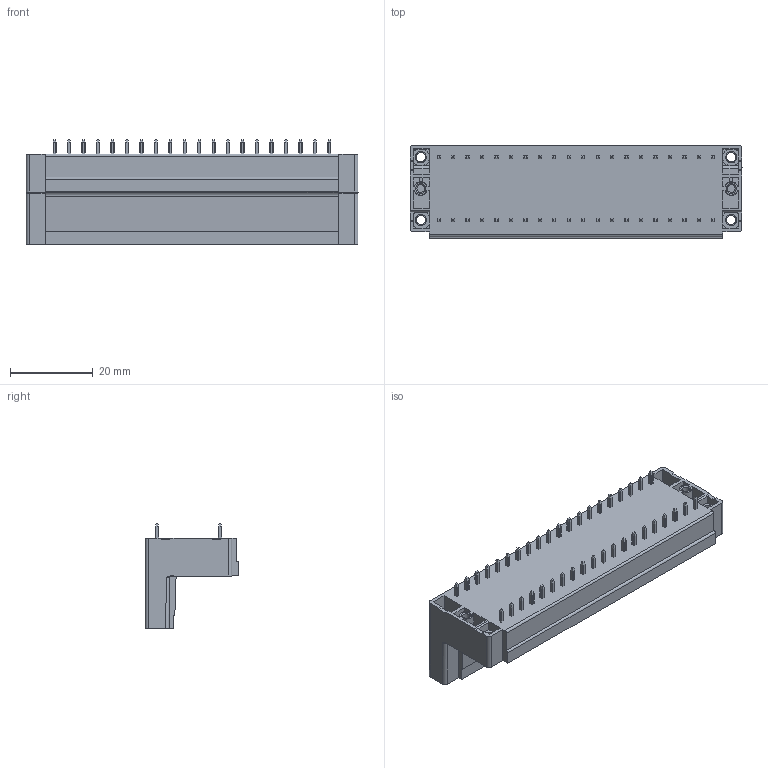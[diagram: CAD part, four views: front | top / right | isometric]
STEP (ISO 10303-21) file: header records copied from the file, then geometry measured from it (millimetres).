
FILE_DESCRIPTION((''),'2;1');
FILE_NAME('TLPHDW-005-1','2024-09-23T09:45:26',('sheji109'),(''),'CREO PARAMETRIC BY PTC INC, 2018100','CREO PARAMETRIC BY PTC INC, 2018100','');
FILE_SCHEMA(('CONFIG_CONTROL_DESIGN'));
Products named in the file (1): TLPHDW-005-1
Bounding box: 80.4 x 22.7 x 25.4 mm (x, y, z)
Volume: 18101.5 mm3; surface area: 17054 mm2
Topology: 1 solids, 1 shells, 3340 faces, 9272 edges, 6108 vertices
Faces by surface type: plane 2235, cylinder 815, cone 208, torus 80, bspline 2
Entity records: 106872 total; most frequent: CARTESIAN_POINT 21024, ORIENTED_EDGE 18544, DIRECTION 17022, EDGE_CURVE 9272, VECTOR 6702, LINE 6702, VERTEX_POINT 6108, AXIS2_PLACEMENT_3D 5160
